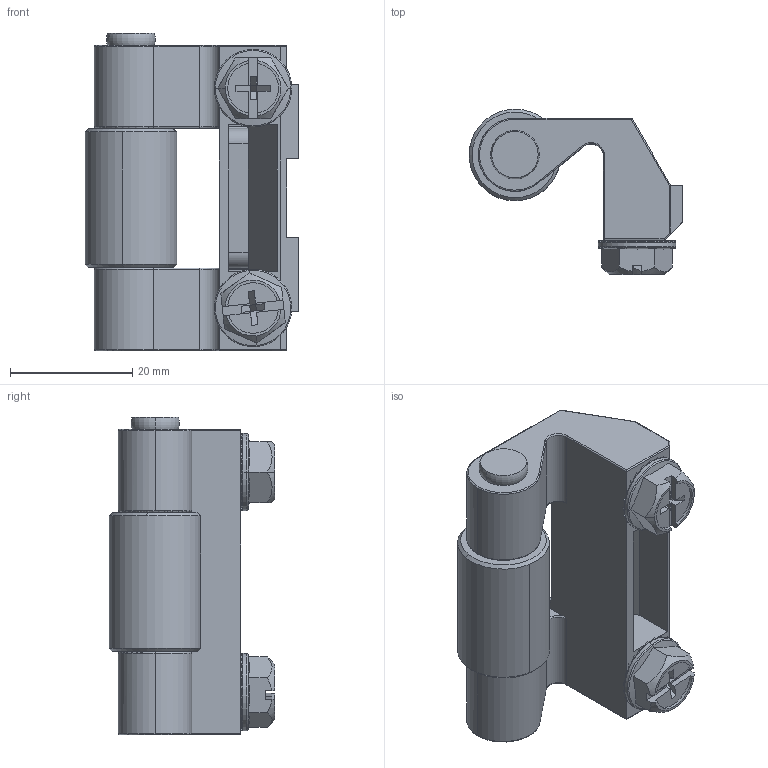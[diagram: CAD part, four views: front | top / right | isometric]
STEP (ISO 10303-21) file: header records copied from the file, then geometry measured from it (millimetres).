
FILE_DESCRIPTION (( 'STEP AP203' ), '1' );
FILE_NAME ('MG16.1.1.21.STEP', '2022-07-21T10:05:35', ( '' ), ( '' ), 'SwSTEP 2.0', 'SolidWorks 2021', '' );
FILE_SCHEMA (( 'CONFIG_CONTROL_DESIGN' ));
Length unit declared in the file: millimetre
Products named in the file (1): MG16.1.1.21
Bounding box: 35 x 27.1 x 52 mm (x, y, z)
Surface area: 8379.5 mm2 (no closed solid volume)
Topology: 0 solids, 54 shells, 280 faces, 746 edges, 517 vertices
Faces by surface type: plane 171, cylinder 43, bspline 25, torus 21, cone 16, sphere 4
Entity records: 8908 total; most frequent: CARTESIAN_POINT 2196, DIRECTION 1308, ORIENTED_EDGE 1226, EDGE_CURVE 742, LINE 524, VECTOR 524, VERTEX_POINT 517, AXIS2_PLACEMENT_3D 392
